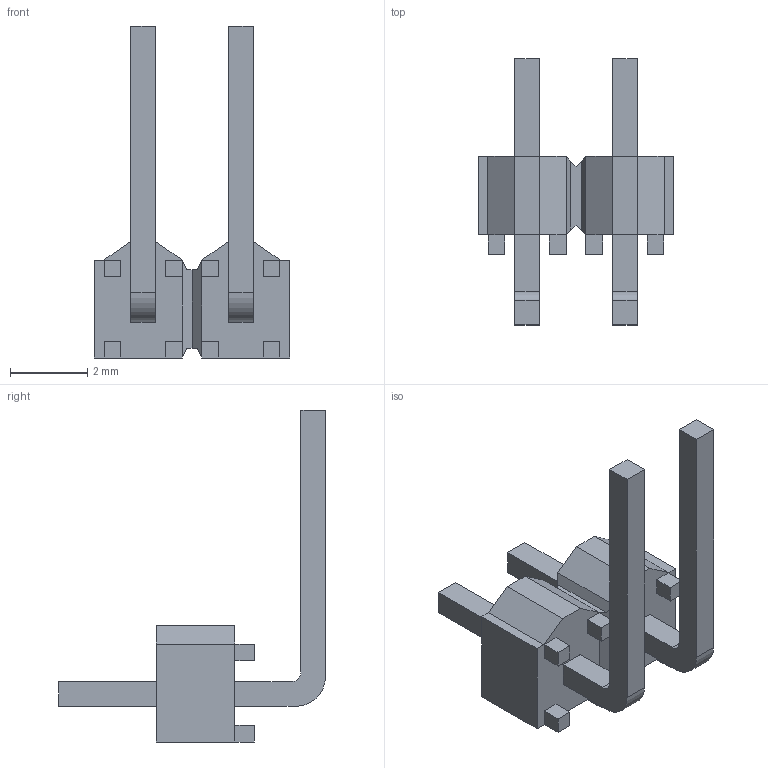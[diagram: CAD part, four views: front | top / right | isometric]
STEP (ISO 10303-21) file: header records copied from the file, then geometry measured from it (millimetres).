
FILE_DESCRIPTION(/* description */ ('STEP AP242','CAx-IF Rec.Pracs.---Representation and Presentation of Product Manufacturing Information (PMI)---4.0---2014-10-13','CAx-IF Rec.Pracs.---3D Tessellated Geometry---0.4---2014-09-14','2;1'),/* implementation_level */ '2;1');
FILE_NAME(/* name */ 'MTSW-102-08-G-S-100-RA',/* time_stamp */ '2025-11-01T04:01:28+01:00',/* author */ ('License CC BY-ND 4.0'),/* organization */ ('CADENAS'),/* preprocessor_version */ 'ST-DEVELOPER v20',/* originating_system */ 'PARTsolutions',/* authorisation */ ' ');
FILE_SCHEMA (('AP242_MANAGED_MODEL_BASED_3D_ENGINEERING_MIM_LF { 1 0 10303 442 1 1 4 }'));
Length unit declared in the file: inch
Products named in the file (3): MTSW-102-08-G-S-100-RA; MTSW-102-08-G-S-100-RA_body; MTSW-102-08-S-100-RA
Assembly tree (2 placements, depth 2):
  MTSW-102-08-G-S-100-RA
    MTSW-102-08-G-S-100-RA_body
    MTSW-102-08-S-100-RA
Bounding box: 5.08 x 6.92 x 8.61 mm (x, y, z)
Volume: 38.7 mm3; surface area: 154.4 mm2
Topology: 2 solids, 2 shells, 104 faces, 266 edges, 172 vertices
Faces by surface type: plane 100, cylinder 4
Entity records: 3148 total; most frequent: CARTESIAN_POINT 545, ORIENTED_EDGE 532, DIRECTION 488, EDGE_CURVE 266, LINE 258, VECTOR 258, VERTEX_POINT 172, AXIS2_PLACEMENT_3D 115
